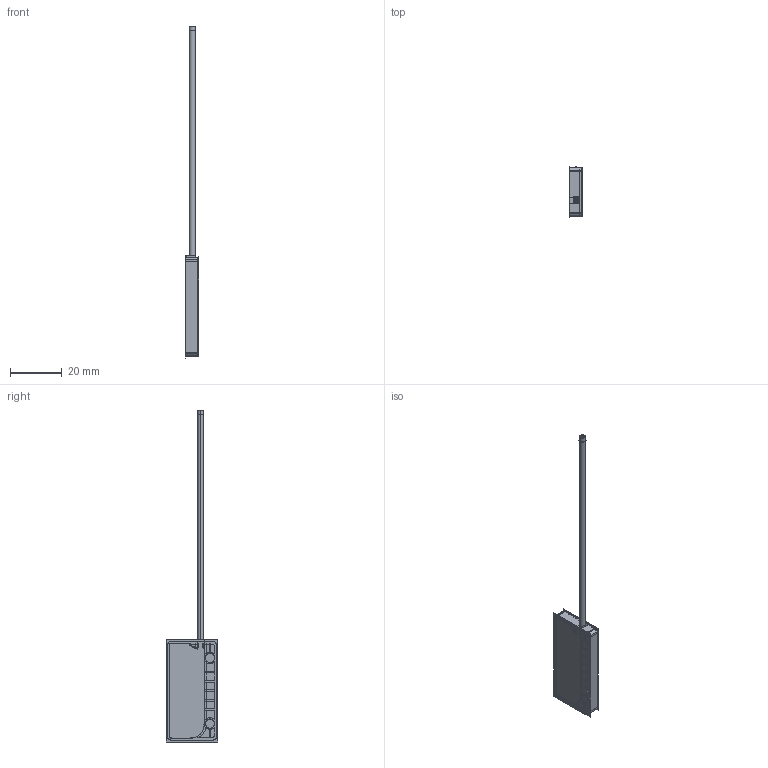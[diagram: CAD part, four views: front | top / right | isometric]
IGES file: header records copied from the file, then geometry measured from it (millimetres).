
Start section:  PTC IGES file: 161920.igs
Global section: file name: 161920.igs; native system: Creo Parametric by Parametric Technology Corporation; preprocessor: 2013230; author: pdmadmin; organization: Unknown; date: 20160201.145131; units: millimetre
Bounding box: 5.13 x 19.81 x 128.3 mm (x, y, z)
Volume: 1718.9 mm3; surface area: 31501.3 mm2
Topology: 25 solids, 25 shells, 980 faces, 4702 edges, 5827 vertices
Faces by surface type: bspline 642, revolution 338
